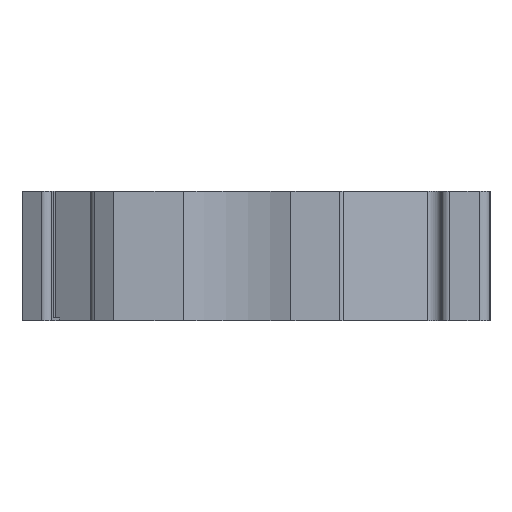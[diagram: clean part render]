
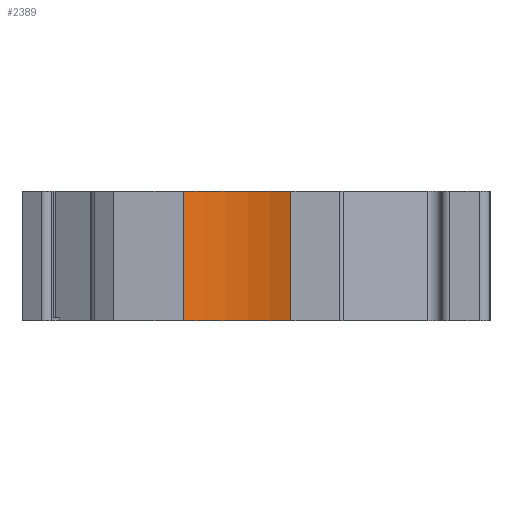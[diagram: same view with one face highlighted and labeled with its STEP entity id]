
A CAD part, left-side view. The second image highlights one B-rep face of the part: STEP entity #2389.
In plain terms, the highlighted cylindrical face has radius 13 mm (diameter 26 mm), a partial arc.
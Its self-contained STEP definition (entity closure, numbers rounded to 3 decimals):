
#30=CYLINDRICAL_SURFACE('',#2562,13.);
#54=CIRCLE('',#2502,13.);
#80=CIRCLE('',#2563,13.);
#332=ORIENTED_EDGE('',*,*,#988,.F.);
#333=ORIENTED_EDGE('',*,*,#987,.F.);
#334=ORIENTED_EDGE('',*,*,#863,.T.);
#335=ORIENTED_EDGE('',*,*,#989,.T.);
#863=EDGE_CURVE('',#1215,#1214,#54,.T.);
#987=EDGE_CURVE('',#1215,#1311,#1540,.T.);
#988=EDGE_CURVE('',#1311,#1312,#80,.T.);
#989=EDGE_CURVE('',#1214,#1312,#1541,.T.);
#1214=VERTEX_POINT('',#3450);
#1215=VERTEX_POINT('',#3452);
#1311=VERTEX_POINT('',#3705);
#1312=VERTEX_POINT('',#3709);
#1540=LINE('',#3706,#1840);
#1541=LINE('',#3710,#1841);
#1840=VECTOR('',#2963,1000.);
#1841=VECTOR('',#2968,1000.);
#2026=EDGE_LOOP('',(#332,#333,#334,#335));
#2158=FACE_BOUND('',#2026,.T.);
#2389=ADVANCED_FACE('',(#2158),#30,.F.);
#2502=AXIS2_PLACEMENT_3D('',#3451,#2745,#2746);
#2562=AXIS2_PLACEMENT_3D('',#3707,#2964,#2965);
#2563=AXIS2_PLACEMENT_3D('',#3708,#2966,#2967);
#2745=DIRECTION('',(0.,0.,1.));
#2746=DIRECTION('',(-1.,0.,0.));
#2963=DIRECTION('',(0.,0.,-1.));
#2964=DIRECTION('',(0.,0.,-1.));
#2965=DIRECTION('',(-1.,0.,0.));
#2966=DIRECTION('',(0.,0.,1.));
#2967=DIRECTION('',(-1.,0.,0.));
#2968=DIRECTION('',(0.,0.,-1.));
#3450=CARTESIAN_POINT('',(-44.545,6.75,12.));
#3451=CARTESIAN_POINT('',(-56.545,1.75,12.));
#3452=CARTESIAN_POINT('',(-44.545,-3.25,12.));
#3705=CARTESIAN_POINT('',(-44.545,-3.25,0.));
#3706=CARTESIAN_POINT('',(-44.545,-3.25,12.));
#3707=CARTESIAN_POINT('',(-56.545,1.75,12.));
#3708=CARTESIAN_POINT('',(-56.545,1.75,0.));
#3709=CARTESIAN_POINT('',(-44.545,6.75,0.));
#3710=CARTESIAN_POINT('',(-44.545,6.75,12.));
